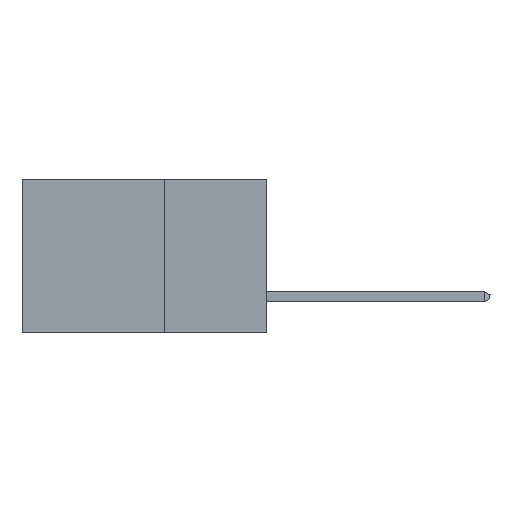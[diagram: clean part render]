
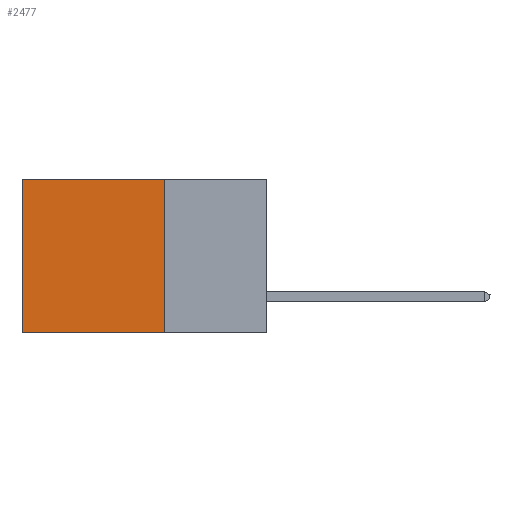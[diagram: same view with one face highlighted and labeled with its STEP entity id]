
A CAD part, left-side view. The second image highlights one B-rep face of the part: STEP entity #2477.
In plain terms, the highlighted planar face has unit normal (-1, 0, 0).
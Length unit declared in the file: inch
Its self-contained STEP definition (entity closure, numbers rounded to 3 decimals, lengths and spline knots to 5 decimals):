
#34 = CARTESIAN_POINT ( 'NONE',  ( 0.2875, 0.25, 0. ) ) ;
#532 = DIRECTION ( 'NONE',  ( 1., 0., 0. ) ) ;
#936 = LINE ( 'NONE', #34, #2385 ) ;
#1561 = VERTEX_POINT ( 'NONE', #14049 ) ;
#1929 = DIRECTION ( 'NONE',  ( 0., 1., 0. ) ) ;
#2265 = EDGE_CURVE ( 'NONE', #10034, #1561, #11128, .T. ) ;
#2385 = VECTOR ( 'NONE', #5992, 39.37008 ) ;
#2477 = ADVANCED_FACE ( 'NONE', ( #12932 ), #9946, .F. ) ;
#3336 = EDGE_CURVE ( 'NONE', #10424, #6540, #8313, .T. ) ;
#3620 = CARTESIAN_POINT ( 'NONE',  ( 0.2875, 0.25, 0. ) ) ;
#5466 = VECTOR ( 'NONE', #6986, 39.37008 ) ;
#5533 = CARTESIAN_POINT ( 'NONE',  ( 0.2875, 0.6, -0.375 ) ) ;
#5811 = LINE ( 'NONE', #14595, #5999 ) ;
#5992 = DIRECTION ( 'NONE',  ( 0., 1., 0. ) ) ;
#5999 = VECTOR ( 'NONE', #1929, 39.37008 ) ;
#6258 = ORIENTED_EDGE ( 'NONE', *, *, #3336, .T. ) ;
#6305 = ORIENTED_EDGE ( 'NONE', *, *, #13610, .T. ) ;
#6540 = VERTEX_POINT ( 'NONE', #9495 ) ;
#6986 = DIRECTION ( 'NONE',  ( 0., 0., -1. ) ) ;
#7221 = CARTESIAN_POINT ( 'NONE',  ( 0.2875, 0.6, 0. ) ) ;
#7493 = DIRECTION ( 'NONE',  ( 0., 0., -1. ) ) ;
#8271 = AXIS2_PLACEMENT_3D ( 'NONE', #13314, #532, #7493 ) ;
#8313 = LINE ( 'NONE', #5533, #14911 ) ;
#9495 = CARTESIAN_POINT ( 'NONE',  ( 0.2875, 0.6, -0.375 ) ) ;
#9946 = PLANE ( 'NONE',  #8271 ) ;
#9993 = EDGE_LOOP ( 'NONE', ( #6258, #14766, #12325, #6305 ) ) ;
#10034 = VERTEX_POINT ( 'NONE', #3620 ) ;
#10424 = VERTEX_POINT ( 'NONE', #7221 ) ;
#11128 = LINE ( 'NONE', #11836, #5466 ) ;
#11836 = CARTESIAN_POINT ( 'NONE',  ( 0.2875, 0.25, -0.375 ) ) ;
#12325 = ORIENTED_EDGE ( 'NONE', *, *, #2265, .F. ) ;
#12932 = FACE_OUTER_BOUND ( 'NONE', #9993, .T. ) ;
#13314 = CARTESIAN_POINT ( 'NONE',  ( 0.2875, 0.25, -0.375 ) ) ;
#13610 = EDGE_CURVE ( 'NONE', #10034, #10424, #936, .T. ) ;
#13741 = DIRECTION ( 'NONE',  ( 0., 0., -1. ) ) ;
#14049 = CARTESIAN_POINT ( 'NONE',  ( 0.2875, 0.25, -0.375 ) ) ;
#14389 = EDGE_CURVE ( 'NONE', #1561, #6540, #5811, .T. ) ;
#14595 = CARTESIAN_POINT ( 'NONE',  ( 0.2875, 0.25, -0.375 ) ) ;
#14766 = ORIENTED_EDGE ( 'NONE', *, *, #14389, .F. ) ;
#14911 = VECTOR ( 'NONE', #13741, 39.37008 ) ;
